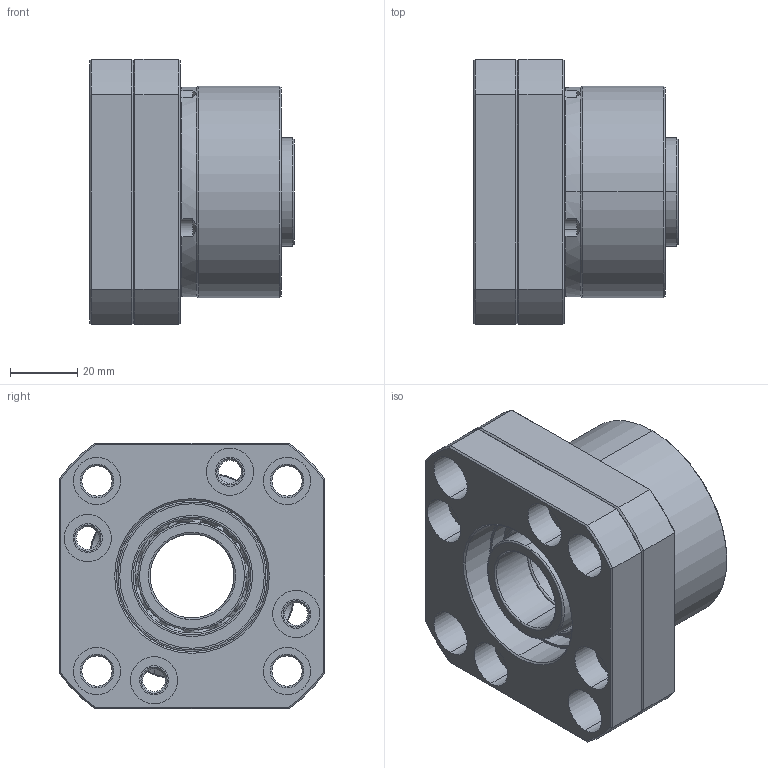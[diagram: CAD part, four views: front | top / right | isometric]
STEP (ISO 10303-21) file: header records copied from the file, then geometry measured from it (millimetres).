
FILE_DESCRIPTION (( 'STEP AP203' ), '1' );
FILE_NAME ('FK_WBK-25.STEP', '2015-03-16T19:30:13', ( 'Jim Meade' ), ( 'Hewlett-Packard' ), 'SwSTEP 2.0', 'SolidWorks 2015', '' );
FILE_SCHEMA (( 'CONFIG_CONTROL_DESIGN' ));
Length unit declared in the file: millimetre
Products named in the file (1): FK_WBK-25
Bounding box: 61 x 79 x 79 mm (x, y, z)
Volume: 174868.2 mm3; surface area: 83330 mm2
Topology: 38 solids, 38 shells, 380 faces, 952 edges, 543 vertices
Faces by surface type: bspline 145, cylinder 111, cone 69, plane 55
Entity records: 12526 total; most frequent: CARTESIAN_POINT 4360, DIRECTION 1714, ORIENTED_EDGE 1680, EDGE_CURVE 840, AXIS2_PLACEMENT_3D 757, VERTEX_POINT 543, CIRCLE 521, EDGE_LOOP 439
